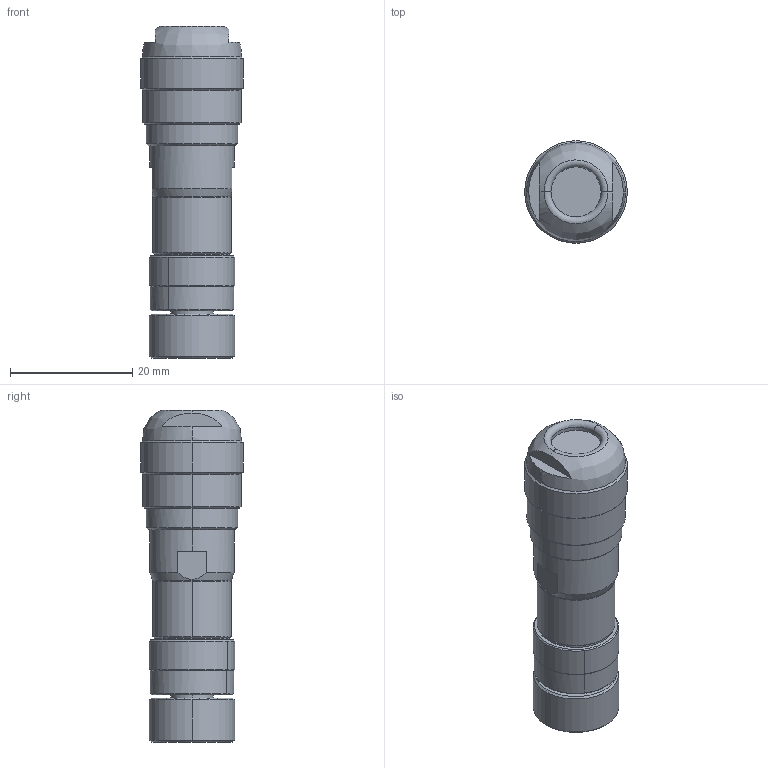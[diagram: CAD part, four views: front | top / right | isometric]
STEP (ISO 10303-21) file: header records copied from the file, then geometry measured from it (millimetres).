
FILE_DESCRIPTION(('CATIA V5 STEP Exchange','CAx-IF Rec.Pracs.--- Model Styling and Organization---1.4--- 2014-01-23'),'2;1');
FILE_NAME ('D1452137_2', '2021-03-09T09:54:12+00:00', ('none'), ('Weidmueller'), 'CATIA Version 5-6 Release 2016 SP3 HF44', 'CATIA V5 STEP AP214', 'none');
FILE_SCHEMA(('AUTOMOTIVE_DESIGN { 1 0 10303 214 1 1 1 1 }'));
Length unit declared in the file: millimetre
Products named in the file (1): 1467560000
Bounding box: 16.8 x 16.8 x 54.35 mm (x, y, z)
Volume: 8536.1 mm3; surface area: 3539.2 mm2
Topology: 8 solids, 8 shells, 220 faces, 512 edges, 324 vertices
Faces by surface type: plane 78, cylinder 64, cone 38, extrusion 24, torus 8, bspline 8
Entity records: 7474 total; most frequent: CARTESIAN_POINT 2782, ORIENTED_EDGE 1020, DIRECTION 756, EDGE_CURVE 510, AXIS2_PLACEMENT_3D 344, VERTEX_POINT 324, EDGE_LOOP 244, VECTOR 231
